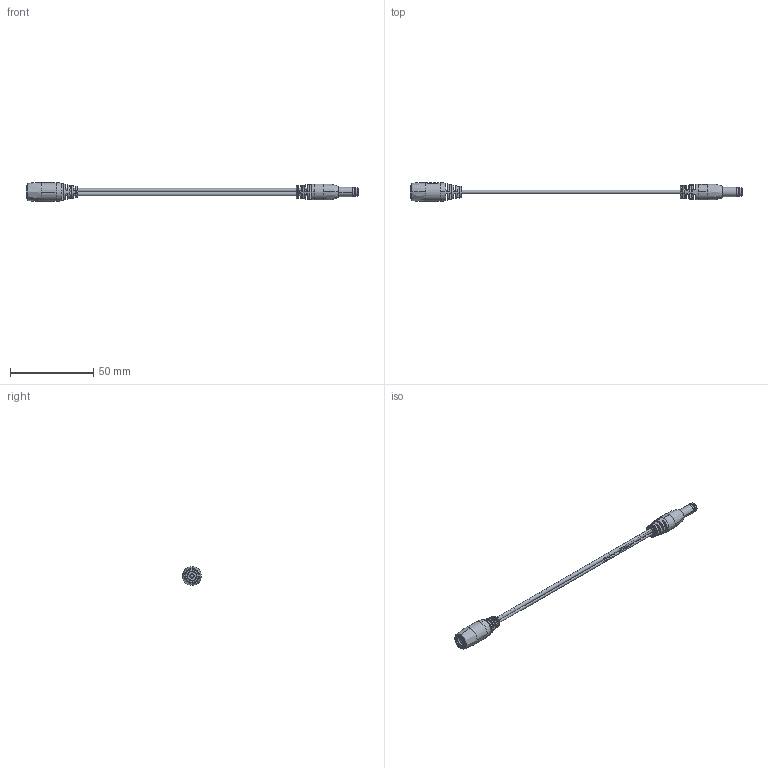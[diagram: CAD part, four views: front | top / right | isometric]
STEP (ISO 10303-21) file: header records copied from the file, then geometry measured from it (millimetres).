
FILE_DESCRIPTION (( 'STEP AP203' ), '1' );
FILE_NAME ('10-01253.STEP', '2023-07-20T23:16:44', ( '' ), ( '' ), 'SwSTEP 2.0', 'SolidWorks 2021', '' );
FILE_SCHEMA (( 'CONFIG_CONTROL_DESIGN' ));
Length unit declared in the file: millimetre
Products named in the file (13): 50-00027 contact; 50-00027 shell; 50-00027 insulator; 24-00004_8mm jack; 50-00314; 50-00027; 30-00396_blunt cut; 10-01253; 50-00314 spring contact; 50-00027 pin; 24-00003; 50-00314 shell; 50-00314 insulator
Assembly tree (12 placements, depth 3):
  10-01253
    30-00396_blunt cut
    24-00003
    24-00004_8mm jack
    50-00314
      50-00314 spring contact
      50-00314 shell
      50-00314 insulator
    50-00027
      50-00027 shell
      50-00027 insulator
      50-00027 pin
      50-00027 contact
Bounding box: 199.24 x 11.4 x 11.4 mm (x, y, z)
Volume: 5004.1 mm3; surface area: 19953.9 mm2
Topology: 100 solids, 100 shells, 1166 faces, 2726 edges, 1776 vertices
Faces by surface type: cylinder 505, plane 369, bspline 195, torus 60, cone 37
Entity records: 41515 total; most frequent: CARTESIAN_POINT 13979, ORIENTED_EDGE 5448, DIRECTION 5261, EDGE_CURVE 2724, AXIS2_PLACEMENT_3D 2230, VERTEX_POINT 1776, EDGE_LOOP 1380, CIRCLE 1242
